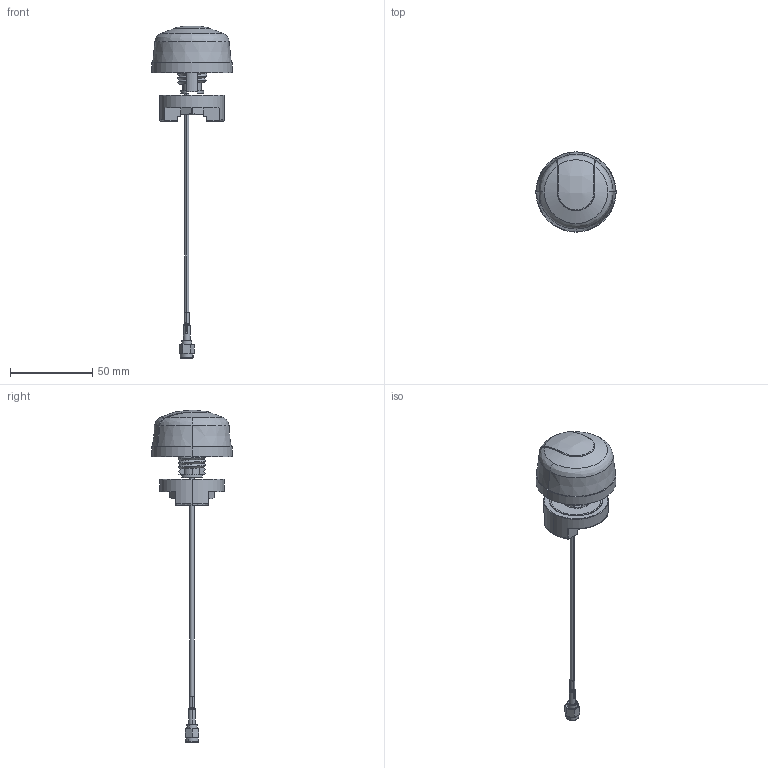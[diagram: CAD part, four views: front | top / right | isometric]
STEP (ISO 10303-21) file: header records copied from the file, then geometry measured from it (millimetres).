
FILE_DESCRIPTION (( 'STEP AP214' ), '1' );
FILE_NAME ('G21.B.301111_Web.STEP', '2022-03-14T14:27:56', ( '' ), ( '' ), 'SwSTEP 2.0', 'SolidWorks 2018', '' );
FILE_SCHEMA (( 'AUTOMOTIVE_DESIGN' ));
Length unit declared in the file: millimetre
Products named in the file (1): G21.B.301111_Web
Bounding box: 48.8 x 48.8 x 201.97 mm (x, y, z)
Surface area: 17494.4 mm2 (no closed solid volume)
Topology: 0 solids, 21 shells, 275 faces, 885 edges, 611 vertices
Faces by surface type: bspline 81, cylinder 76, plane 59, cone 50, torus 9
Entity records: 31302 total; most frequent: CARTESIAN_POINT 21568, ORIENTED_EDGE 1434, DIRECTION 1175, EDGE_CURVE 881, VERTEX_POINT 611, AXIS2_PLACEMENT_3D 453, EDGE_LOOP 285, UNCERTAINTY_MEASURE_WITH_UNIT 277
